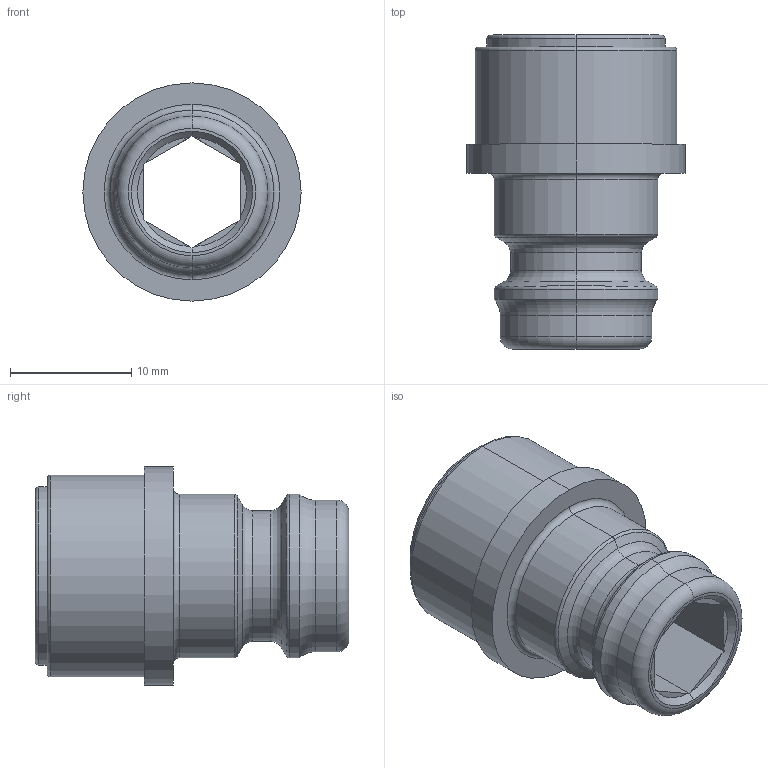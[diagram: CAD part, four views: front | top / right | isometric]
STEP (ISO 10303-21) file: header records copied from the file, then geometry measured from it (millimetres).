
FILE_DESCRIPTION (( 'STEP AP214' ), '1' );
FILE_NAME ('BR38E0C8.STEP', '2013-06-26T07:08:37', ( '' ), ( '' ), 'SwSTEP 2.0', 'SolidWorks 2011', '' );
FILE_SCHEMA (( 'AUTOMOTIVE_DESIGN' ));
Length unit declared in the file: millimetre
Products named in the file (2): BR.38EOC8; BR38E0C8
Assembly tree (1 placements, depth 2):
  BR38E0C8
    BR.38EOC8
Bounding box: 18 x 25.9 x 18 mm (x, y, z)
Volume: 2889.7 mm3; surface area: 2266.5 mm2
Topology: 1 solids, 1 shells, 57 faces, 124 edges, 72 vertices
Faces by surface type: torus 18, plane 17, cylinder 14, cone 8
Entity records: 1716 total; most frequent: CARTESIAN_POINT 363, DIRECTION 300, ORIENTED_EDGE 248, AXIS2_PLACEMENT_3D 133, EDGE_CURVE 124, CIRCLE 72, VERTEX_POINT 72, EDGE_LOOP 62
